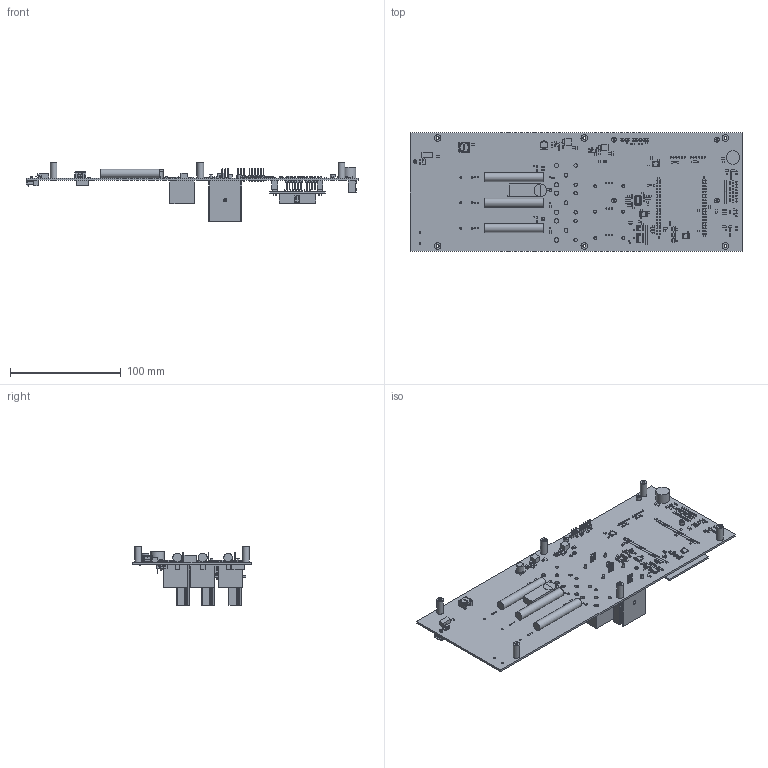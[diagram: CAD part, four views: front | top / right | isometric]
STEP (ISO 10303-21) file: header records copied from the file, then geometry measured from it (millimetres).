
FILE_DESCRIPTION(('Open CASCADE Model'),'2;1');
FILE_NAME('Open CASCADE Shape Model','2017-11-28T09:04:37',('Author'),( 'Open CASCADE'),'Open CASCADE STEP processor 6.8','Open CASCADE 6.8' ,'Unknown');
FILE_SCHEMA(('AUTOMOTIVE_DESIGN { 1 0 10303 214 1 1 1 1 }'));
Length unit declared in the file: millimetre
Products named in the file (422): PCB; Board; R84; 840074416; Extruded; R83; R82; R81; R74; R73; R72; X13; 840064352; X11; X10; 840075912; X9; X8; 61300611121; 6130xx11121_PIN; R70; R69; R68; R67; R66; 840074688; D14; APBD3224; C66; 840074008; C65; C64; 840074552; C63; C62; R39; R38; 840074144; R36; R35 ...
Assembly tree (724 placements, depth 6):
  PCB
    Board
    R84
      840074416
        Extruded
    R83
      840074416
        Extruded
    R82
      840074416
        Extruded
    R81
      840074416
        Extruded
    R74
      840074416
        Extruded
    R73
      840074416
        Extruded
    R72
      840074416
        Extruded
    X13
      840064352
        Extruded
    X11
      840064352
        Extruded
    X10
      840075912
        Extruded
    X9
      840064352
        Extruded
    X8
      61300611121
        6130xx11121_PIN  x6
        61300611121
    R70
      840074416
        Extruded
    R69
      840074416
        Extruded
    R68
      840074416
        Extruded
    R67
      840074416
        Extruded
    R66
      840074688
        Extruded
    D14
      APBD3224
    C66
      840074008
        Extruded
    C65
Bounding box: 300 x 107.5 x 53.19 mm (x, y, z)
Volume: 137833.6 mm3; surface area: 131080.6 mm2
Topology: 560 solids, 563 shells, 10210 faces, 23481 edges, 14375 vertices
Faces by surface type: plane 7793, cylinder 1712, bspline 282, sphere 224, torus 155, cone 28, extrusion 16
Full cylindrical faces by diameter (mm): 0.13 x206, 0.562 x2, 0.7 x1, 0.8 x2, 0.89 x15, 1 x89, 1.07 x8, 1.1 x36, 1.567 x4, 1.7 x8, 1.8 x14, 2.459 x6, 2.7 x6, 2.8 x4, 3 x11, 3.5 x3, 4 x6, 4.2 x6, 4.35 x4, 4.4 x6, 5.688 x1, 6 x6, 6.5 x1, 7.9 x3, 11.44 x1, 12.2 x1
Entity records: 218632 total; most frequent: CARTESIAN_POINT 58347, ORIENTED_EDGE 25786, DIRECTION 25419, EDGE_CURVE 12895, VECTOR 10283, LINE 10267, VERTEX_POINT 7882, AXIS2_PLACEMENT_3D 7568
